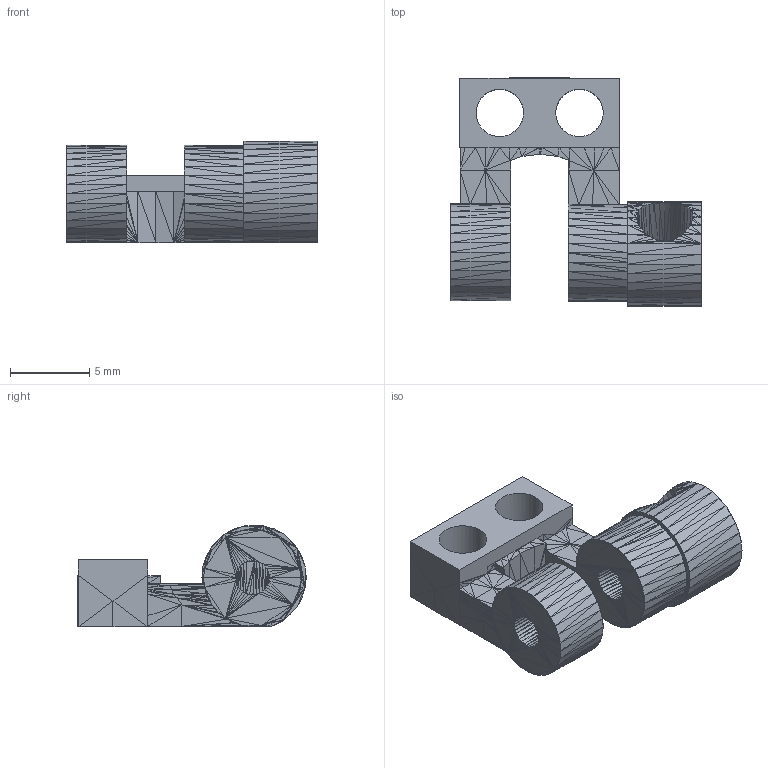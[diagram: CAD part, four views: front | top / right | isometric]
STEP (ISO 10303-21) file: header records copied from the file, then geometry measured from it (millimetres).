
FILE_DESCRIPTION(/* description */ (''),/* implementation_level */ '2;1');
FILE_NAME(/* name */ 'first joint v2.step',/* time_stamp */ '2024-08-27T17:15:03-04:00',/* author */ (''),/* organization */ (''),/* preprocessor_version */ 'ST-DEVELOPER v20',/* originating_system */ 'Autodesk Translation Framework v13.14.0.145',/* authorisation */ '');
FILE_SCHEMA (('AUTOMOTIVE_DESIGN { 1 0 10303 214 3 1 1 }'));
Length unit declared in the file: millimetre
Products named in the file (1): first joint
Bounding box: 15.85 x 14.45 x 6.45 mm (x, y, z)
Volume: 513.9 mm3; surface area: 796.8 mm2
Topology: 1 solids, 1 shells, 1659 faces, 2521 edges, 860 vertices
Faces by surface type: plane 1657, cylinder 2
Full cylindrical faces by diameter (mm): 3 x2
Entity records: 32728 total; most frequent: DIRECTION 5869, ORIENTED_EDGE 5046, CARTESIAN_POINT 5045, EDGE_CURVE 2523, LINE 2497, VECTOR 2497, AXIS2_PLACEMENT_3D 1686, EDGE_LOOP 1661
